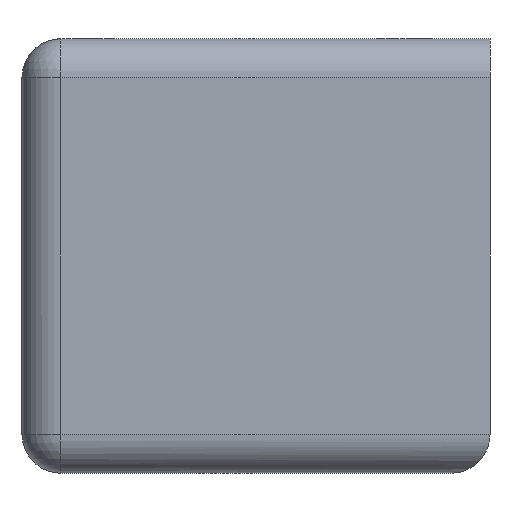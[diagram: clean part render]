
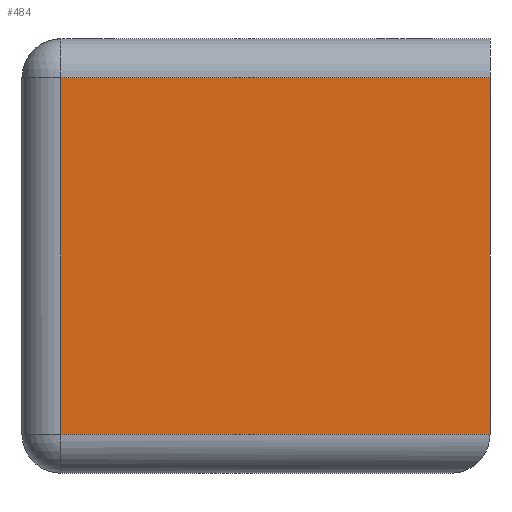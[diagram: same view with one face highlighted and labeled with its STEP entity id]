
A CAD part, front view. The second image highlights one B-rep face of the part: STEP entity #484.
In plain terms, the highlighted planar face has unit normal (0, -1, 0).
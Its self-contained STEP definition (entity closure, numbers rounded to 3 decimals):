
#121=CARTESIAN_POINT('',(-17.5,-95.0,-16.0));
#122=VERTEX_POINT('',#121);
#156=CARTESIAN_POINT('',(-17.5,-95.0,16.0));
#157=VERTEX_POINT('',#156);
#189=CARTESIAN_POINT('',(21.,-95.0,16.0));
#190=VERTEX_POINT('',#189);
#207=CARTESIAN_POINT('',(-17.5,-95.0,16.0));
#208=DIRECTION('',(1.0,0.0,0.0));
#209=VECTOR('',#208,38.5);
#210=LINE('',#207,#209);
#211=EDGE_CURVE('',#157,#190,#210,.T.);
#222=CARTESIAN_POINT('',(-17.5,-95.0,-16.0));
#223=DIRECTION('',(0.0,0.0,1.0));
#224=VECTOR('',#223,32.0);
#225=LINE('',#222,#224);
#226=EDGE_CURVE('',#122,#157,#225,.T.);
#333=CARTESIAN_POINT('',(21.,-95.0,-16.0));
#334=VERTEX_POINT('',#333);
#335=CARTESIAN_POINT('',(21.,-95.0,-16.0));
#336=DIRECTION('',(-1.0,0.0,0.0));
#337=VECTOR('',#336,38.5);
#338=LINE('',#335,#337);
#339=EDGE_CURVE('',#334,#122,#338,.T.);
#468=CARTESIAN_POINT('',(21.,-95.0,0.0));
#469=DIRECTION('',(0.0,-1.0,0.0));
#470=DIRECTION('',(0.0,0.0,-1.0));
#471=AXIS2_PLACEMENT_3D('',#468,#469,#470);
#472=PLANE('',#471);
#473=ORIENTED_EDGE('',*,*,#211,.F.);
#474=ORIENTED_EDGE('',*,*,#226,.F.);
#475=ORIENTED_EDGE('',*,*,#339,.F.);
#476=CARTESIAN_POINT('',(21.,-95.0,-16.0));
#477=DIRECTION('',(0.0,0.0,1.0));
#478=VECTOR('',#477,32.0);
#479=LINE('',#476,#478);
#480=EDGE_CURVE('',#334,#190,#479,.T.);
#481=ORIENTED_EDGE('',*,*,#480,.T.);
#482=EDGE_LOOP('',(#473,#474,#475,#481));
#483=FACE_OUTER_BOUND('',#482,.T.);
#484=ADVANCED_FACE('',(#483),#472,.T.);
